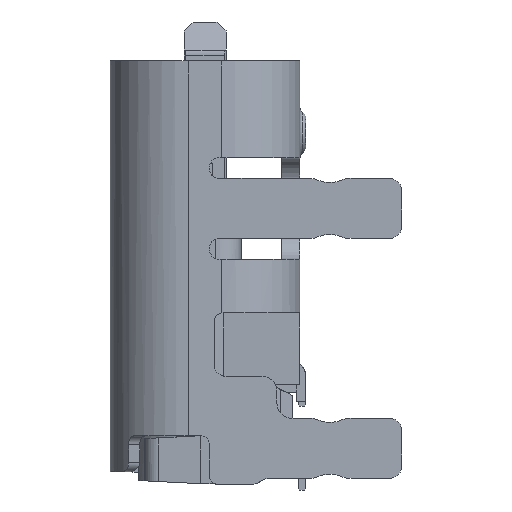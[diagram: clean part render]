
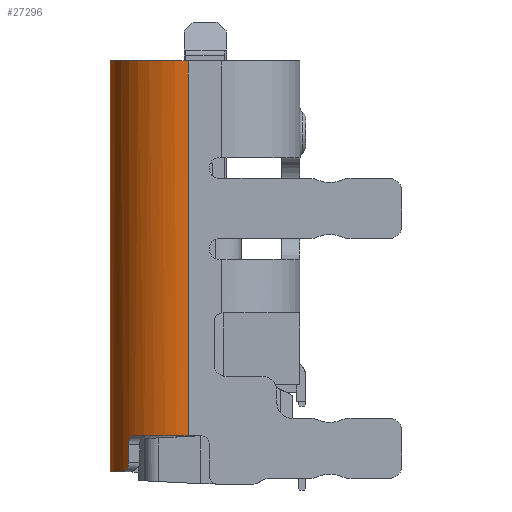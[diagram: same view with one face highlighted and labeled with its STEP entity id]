
A CAD part, left-side view. The second image highlights one B-rep face of the part: STEP entity #27296.
In plain terms, the highlighted cylindrical face has radius 1.3 mm (diameter 2.6 mm), a partial arc.
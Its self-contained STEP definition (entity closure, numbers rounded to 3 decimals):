
#246=CYLINDRICAL_SURFACE('',#28703,1.3);
#612=CIRCLE('',#28704,1.3);
#613=CIRCLE('',#28705,1.3);
#614=CIRCLE('',#28706,1.3);
#2820=LINE('',#40140,#5402);
#2923=LINE('',#40453,#5505);
#2924=LINE('',#40463,#5506);
#5402=VECTOR('',#33173,1000.);
#5505=VECTOR('',#33496,1000.);
#5506=VECTOR('',#33501,1000.);
#6935=B_SPLINE_CURVE_WITH_KNOTS('',3,(#40458,#40459,#40460,#40461),
 .UNSPECIFIED.,.F.,.F.,(4,4),(0.,0.),
 .UNSPECIFIED.);
#6936=B_SPLINE_CURVE_WITH_KNOTS('',3,(#40465,#40466,#40467,#40468),
 .UNSPECIFIED.,.F.,.F.,(4,4),(0.,0.),.UNSPECIFIED.);
#11554=ORIENTED_EDGE('',*,*,#15810,.T.);
#11555=ORIENTED_EDGE('',*,*,#15811,.T.);
#11556=ORIENTED_EDGE('',*,*,#15812,.T.);
#11557=ORIENTED_EDGE('',*,*,#15655,.F.);
#11558=ORIENTED_EDGE('',*,*,#15813,.T.);
#11559=ORIENTED_EDGE('',*,*,#15814,.T.);
#11560=ORIENTED_EDGE('',*,*,#15815,.T.);
#11561=ORIENTED_EDGE('',*,*,#15816,.T.);
#15655=EDGE_CURVE('',#18154,#18155,#2820,.T.);
#15810=EDGE_CURVE('',#18253,#18254,#612,.T.);
#15811=EDGE_CURVE('',#18254,#18255,#2923,.T.);
#15812=EDGE_CURVE('',#18255,#18155,#613,.T.);
#15813=EDGE_CURVE('',#18154,#18256,#614,.T.);
#15814=EDGE_CURVE('',#18256,#18257,#6935,.T.);
#15815=EDGE_CURVE('',#18257,#18258,#2924,.T.);
#15816=EDGE_CURVE('',#18258,#18253,#6936,.T.);
#18154=VERTEX_POINT('',#40139);
#18155=VERTEX_POINT('',#40141);
#18253=VERTEX_POINT('',#40451);
#18254=VERTEX_POINT('',#40452);
#18255=VERTEX_POINT('',#40454);
#18256=VERTEX_POINT('',#40457);
#18257=VERTEX_POINT('',#40462);
#18258=VERTEX_POINT('',#40464);
#19663=EDGE_LOOP('',(#11554,#11555,#11556,#11557,#11558,#11559,#11560,#11561));
#20838=FACE_BOUND('',#19663,.T.);
#27296=ADVANCED_FACE('',(#20838),#246,.T.);
#28703=AXIS2_PLACEMENT_3D('',#40449,#33492,#33493);
#28704=AXIS2_PLACEMENT_3D('',#40450,#33494,#33495);
#28705=AXIS2_PLACEMENT_3D('',#40455,#33497,#33498);
#28706=AXIS2_PLACEMENT_3D('',#40456,#33499,#33500);
#33173=DIRECTION('',(0.,-1.,0.));
#33492=DIRECTION('',(0.,-1.,0.));
#33493=DIRECTION('',(0.,0.,-1.));
#33494=DIRECTION('',(0.,-1.,0.));
#33495=DIRECTION('',(0.,0.,-1.));
#33496=DIRECTION('',(0.,-1.,0.));
#33497=DIRECTION('',(0.,1.,0.));
#33498=DIRECTION('',(0.,0.,-1.));
#33499=DIRECTION('',(0.,-1.,0.));
#33500=DIRECTION('',(0.,0.,-1.));
#33501=DIRECTION('',(0.,-1.,0.));
#40139=CARTESIAN_POINT('',(-3.17,7.7,0.));
#40140=CARTESIAN_POINT('',(-3.17,7.7,0.));
#40141=CARTESIAN_POINT('',(-3.17,0.85,0.));
#40449=CARTESIAN_POINT('',(-3.17,7.7,-1.3));
#40450=CARTESIAN_POINT('',(-3.17,7.1,-1.3));
#40451=CARTESIAN_POINT('',(-4.116,7.1,-0.408));
#40452=CARTESIAN_POINT('',(-4.47,7.1,-1.3));
#40453=CARTESIAN_POINT('',(-4.47,7.7,-1.3));
#40454=CARTESIAN_POINT('',(-4.47,0.85,-1.3));
#40455=CARTESIAN_POINT('',(-3.17,0.85,-1.3));
#40456=CARTESIAN_POINT('',(-3.17,7.7,-1.3));
#40457=CARTESIAN_POINT('',(-3.879,7.7,-0.211));
#40458=CARTESIAN_POINT('',(-3.879,7.7,-0.211));
#40459=CARTESIAN_POINT('',(-3.947,7.7,-0.255));
#40460=CARTESIAN_POINT('',(-4.005,7.631,-0.304));
#40461=CARTESIAN_POINT('',(-4.005,7.55,-0.304));
#40462=CARTESIAN_POINT('',(-4.005,7.55,-0.304));
#40463=CARTESIAN_POINT('',(-4.005,7.7,-0.304));
#40464=CARTESIAN_POINT('',(-4.005,7.25,-0.304));
#40465=CARTESIAN_POINT('',(-4.005,7.25,-0.304));
#40466=CARTESIAN_POINT('',(-4.005,7.17,-0.304));
#40467=CARTESIAN_POINT('',(-4.061,7.1,-0.35));
#40468=CARTESIAN_POINT('',(-4.116,7.1,-0.408));
